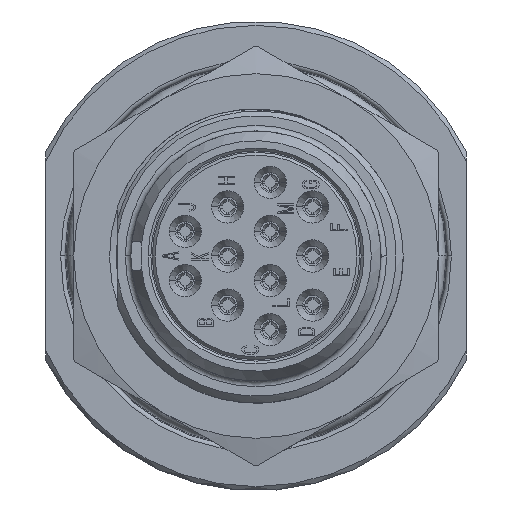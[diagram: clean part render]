
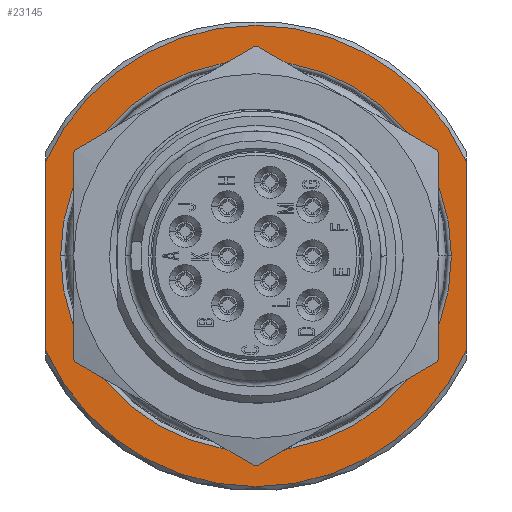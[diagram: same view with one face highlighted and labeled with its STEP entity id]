
A CAD part, left-side view. The second image highlights one B-rep face of the part: STEP entity #23145.
In plain terms, the highlighted planar face has unit normal (-1, 0, 0).
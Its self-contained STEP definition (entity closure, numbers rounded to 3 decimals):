
#265=CARTESIAN_POINT('',(20.5,15.274,-16.75));
#266=DIRECTION('',(-1.,0.,0.));
#267=DIRECTION('',(0.,0.912,-0.411));
#268=AXIS2_PLACEMENT_3D('',#265,#266,#267);
#289=DIRECTION('',(0.,0.,1.));
#290=VECTOR('',#289,13.506);
#291=CARTESIAN_POINT('',(20.5,30.274,-23.503));
#292=LINE('1924',#291,#290);
#293=DIRECTION('',(0.,0.,-1.));
#294=VECTOR('',#293,13.506);
#295=CARTESIAN_POINT('',(20.5,0.274,-9.997));
#296=LINE('1923',#295,#294);
#297=CARTESIAN_POINT('',(20.5,15.274,-16.75));
#298=DIRECTION('',(1.,0.,0.));
#299=DIRECTION('',(0.,0.912,0.411));
#300=AXIS2_PLACEMENT_3D('',#297,#298,#299);
#321=CARTESIAN_POINT('',(20.5,15.274,-16.75));
#322=DIRECTION('',(1.,0.,0.));
#323=DIRECTION('',(0.,1.,0.));
#324=AXIS2_PLACEMENT_3D('',#321,#322,#323);
#336=CARTESIAN_POINT('',(20.5,15.274,-16.75));
#337=DIRECTION('',(1.,0.,0.));
#338=DIRECTION('',(0.,-1.,0.));
#339=AXIS2_PLACEMENT_3D('',#336,#337,#338);
#18847=CARTESIAN_POINT('',(20.5,29.212,-16.75));
#18848=CARTESIAN_POINT('',(20.5,1.335,-16.75));
#18849=VERTEX_POINT('',#18847);
#18850=VERTEX_POINT('',#18848);
#18899=CARTESIAN_POINT('',(20.5,30.274,-9.997));
#18900=CARTESIAN_POINT('',(20.5,0.274,-9.997));
#18901=VERTEX_POINT('',#18899);
#18902=VERTEX_POINT('',#18900);
#18915=CARTESIAN_POINT('',(20.5,30.274,-23.503));
#18916=CARTESIAN_POINT('',(20.5,0.274,-23.503));
#18917=VERTEX_POINT('',#18915);
#18918=VERTEX_POINT('',#18916);
#23127=CARTESIAN_POINT('',(20.5,15.274,-16.75));
#23128=DIRECTION('',(1.,0.,0.));
#23129=DIRECTION('',(0.,-1.,0.));
#23130=AXIS2_PLACEMENT_3D('',#23127,#23128,#23129);
#23131=PLANE('247',#23130);
#23132=ORIENTED_EDGE('1924',*,*,#23028,.T.);
#23134=ORIENTED_EDGE('1905',*,*,#23133,.T.);
#23135=ORIENTED_EDGE('1923',*,*,#23079,.T.);
#23136=ORIENTED_EDGE('1915',*,*,#23119,.F.);
#23137=EDGE_LOOP('247',(#23132,#23134,#23135,#23136));
#23138=FACE_OUTER_BOUND('247',#23137,.F.);
#23140=ORIENTED_EDGE('1863',*,*,#23139,.F.);
#23142=ORIENTED_EDGE('1865',*,*,#23141,.F.);
#23143=EDGE_LOOP('247',(#23140,#23142));
#23144=FACE_BOUND('247',#23143,.F.);
#269=CIRCLE('1915',#268,16.45);
#301=CIRCLE('1905',#300,16.45);
#325=CIRCLE('1863',#324,13.939);
#340=CIRCLE('1865',#339,13.939);
#23028=EDGE_CURVE('1924',#18917,#18901,#292,.T.);
#23079=EDGE_CURVE('1923',#18902,#18918,#296,.T.);
#23119=EDGE_CURVE('1915',#18917,#18918,#269,.T.);
#23133=EDGE_CURVE('1905',#18901,#18902,#301,.T.);
#23139=EDGE_CURVE('1863',#18849,#18850,#325,.T.);
#23141=EDGE_CURVE('1865',#18850,#18849,#340,.T.);
#23145=ADVANCED_FACE('247',(#23138,#23144),#23131,.F.);
